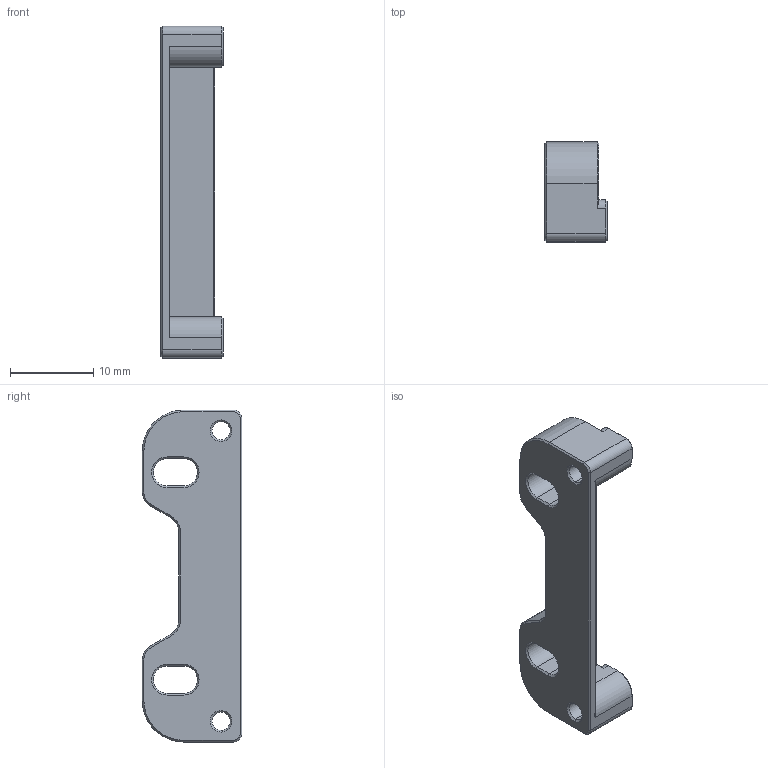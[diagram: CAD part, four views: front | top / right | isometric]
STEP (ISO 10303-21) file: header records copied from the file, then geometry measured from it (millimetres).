
FILE_DESCRIPTION (( 'STEP AP203' ), '1' );
FILE_NAME ('4010风扇安装架（2件）.STEP', '2021-09-03T10:34:48', ( '' ), ( '' ), 'SwSTEP 2.0', 'SolidWorks 2018', '' );
FILE_SCHEMA (( 'CONFIG_CONTROL_DESIGN' ));
Length unit declared in the file: millimetre
Products named in the file (1): 4010瑞圮假蚾殤ㄗ2璃ㄘ
Bounding box: 7.5 x 12 x 40 mm (x, y, z)
Volume: 1551.4 mm3; surface area: 1728.8 mm2
Topology: 1 solids, 1 shells, 114 faces, 274 edges, 160 vertices
Faces by surface type: plane 54, cone 38, cylinder 22
Entity records: 3333 total; most frequent: DIRECTION 584, CARTESIAN_POINT 561, ORIENTED_EDGE 548, EDGE_CURVE 274, AXIS2_PLACEMENT_3D 199, VECTOR 186, LINE 186, VERTEX_POINT 160
